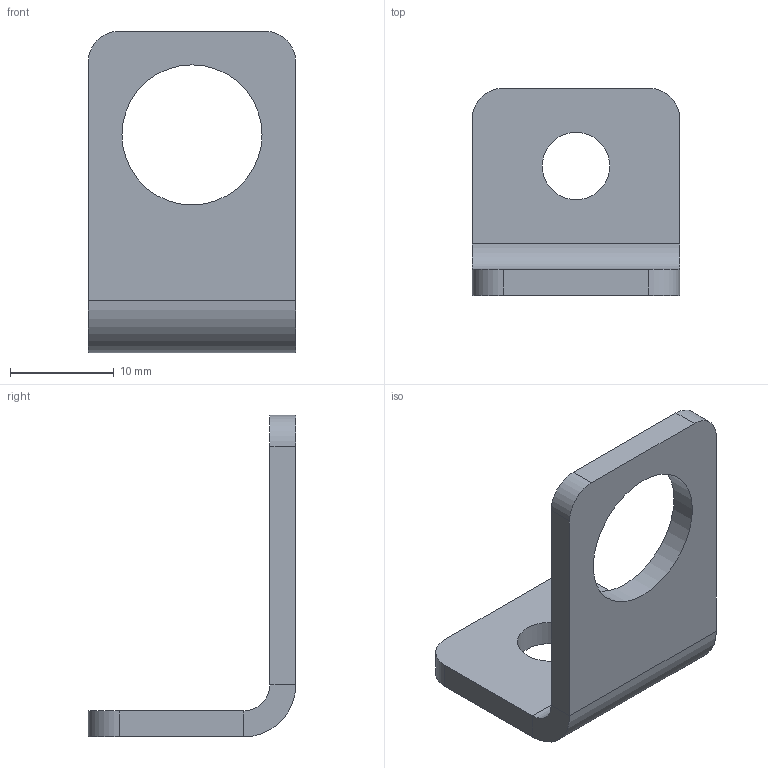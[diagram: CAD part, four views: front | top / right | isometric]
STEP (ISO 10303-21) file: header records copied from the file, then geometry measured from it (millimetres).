
FILE_DESCRIPTION(/* description */ ('Bracket for simalube 15-60ml'),/* implementation_level */ '2;1');
FILE_NAME(/* name */ '290_2087_Montagewinkel für simalube 15-60ml.stp',/* time_stamp */ '2019-06-04T10:38:48+02:00',/* author */ ('PascalZweiacker'),/* organization */ (''),/* preprocessor_version */ 'ST-DEVELOPER v17',/* originating_system */ 'Autodesk Inventor 2018',/* authorisation */ '');
FILE_SCHEMA (('AUTOMOTIVE_DESIGN { 1 0 10303 214 3 1 1 }'));
Length unit declared in the file: millimetre
Products named in the file (1): 290.2087
Bounding box: 20 x 20 x 31 mm (x, y, z)
Volume: 1884.4 mm3; surface area: 1986.2 mm2
Topology: 1 solids, 1 shells, 20 faces, 48 edges, 30 vertices
Faces by surface type: plane 12, cylinder 8
Full cylindrical faces by diameter (mm): 6.5 x1, 13.5 x1
Entity records: 649 total; most frequent: DIRECTION 108, CARTESIAN_POINT 99, ORIENTED_EDGE 96, EDGE_CURVE 48, AXIS2_PLACEMENT_3D 39, LINE 30, VECTOR 30, VERTEX_POINT 30
